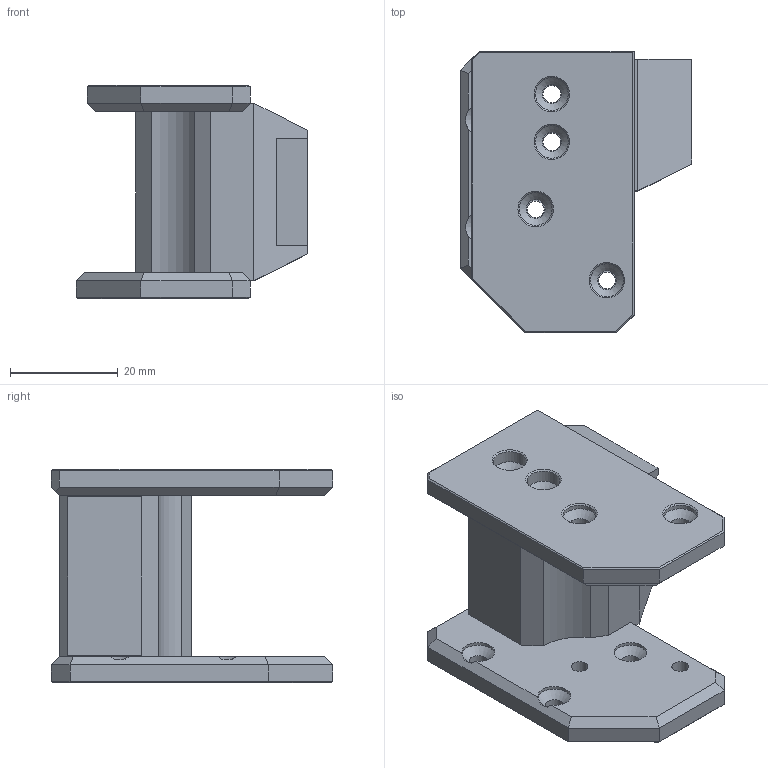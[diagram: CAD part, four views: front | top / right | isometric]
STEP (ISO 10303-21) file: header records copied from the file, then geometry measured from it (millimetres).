
FILE_DESCRIPTION(/* description */ (''),/* implementation_level */ '2;1');
FILE_NAME(/* name */ 'xjoint.step',/* time_stamp */ '2024-02-28T21:27:25+10:00',/* author */ (''),/* organization */ (''),/* preprocessor_version */ 'ST-DEVELOPER v20',/* originating_system */ 'Autodesk Translation Framework v12.20.1.177',/* authorisation */ '');
FILE_SCHEMA (('AUTOMOTIVE_DESIGN { 1 0 10303 214 3 1 1 }'));
Length unit declared in the file: millimetre
Products named in the file (1): FusionComponent
Bounding box: 43 x 52.36 x 39.7 mm (x, y, z)
Volume: 25295.1 mm3; surface area: 14373.3 mm2
Topology: 3 solids, 3 shells, 126 faces, 310 edges, 190 vertices
Faces by surface type: plane 73, cylinder 31, cone 22
Full cylindrical faces by diameter (mm): 3.1 x2, 3.3 x6, 3.5 x4, 4 x2, 5 x2, 5.1 x1, 5.3 x1, 6.1 x10, 8.75 x1
Entity records: 3759 total; most frequent: DIRECTION 654, CARTESIAN_POINT 627, ORIENTED_EDGE 620, EDGE_CURVE 310, LINE 220, VECTOR 220, AXIS2_PLACEMENT_3D 217, VERTEX_POINT 190
